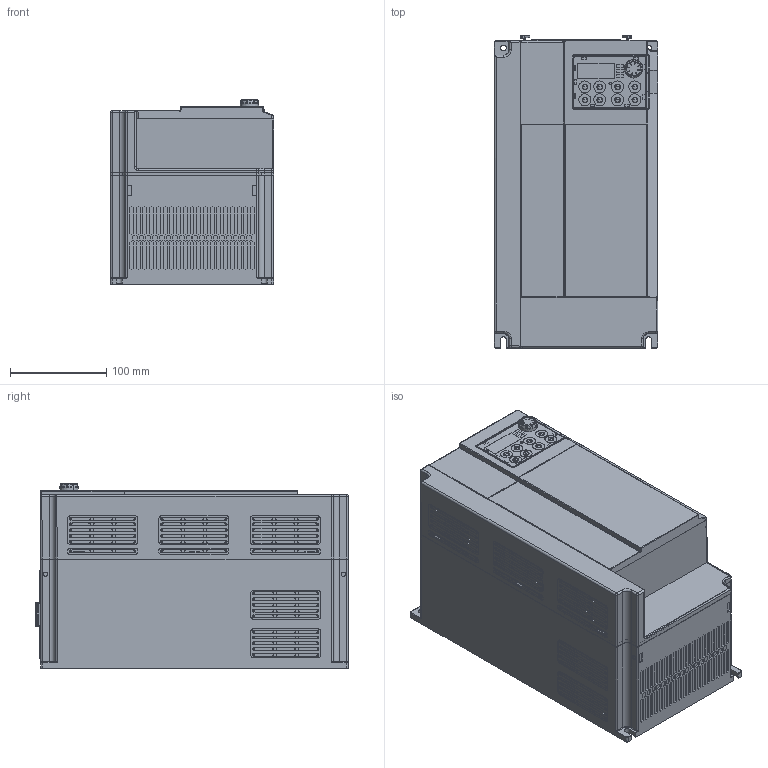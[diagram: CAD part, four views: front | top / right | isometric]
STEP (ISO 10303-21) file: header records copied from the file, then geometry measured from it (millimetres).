
FILE_DESCRIPTION (( 'STEP AP214' ), '1' );
FILE_NAME ('FC-430-D_1.STEP', '2025-04-29T14:21:03', ( '' ), ( '' ), 'SwSTEP 2.0', 'SolidWorks 2022', '' );
FILE_SCHEMA (( 'AUTOMOTIVE_DESIGN' ));
Length unit declared in the file: millimetre
Products named in the file (1): FC-430-D_1
Bounding box: 170 x 325 x 192.05 mm (x, y, z)
Volume: 9078476.5 mm3; surface area: 394229.5 mm2
Topology: 1 solids, 34 shells, 3735 faces, 9851 edges, 6326 vertices
Faces by surface type: plane 1865, cylinder 1349, torus 331, bspline 112, cone 40, sphere 38
Entity records: 167682 total; most frequent: CARTESIAN_POINT 37289, ORIENTED_EDGE 19666, DIRECTION 19318, EDGE_CURVE 9833, AXIS2_PLACEMENT_3D 6664, VERTEX_POINT 6325, LINE 5990, VECTOR 5990
